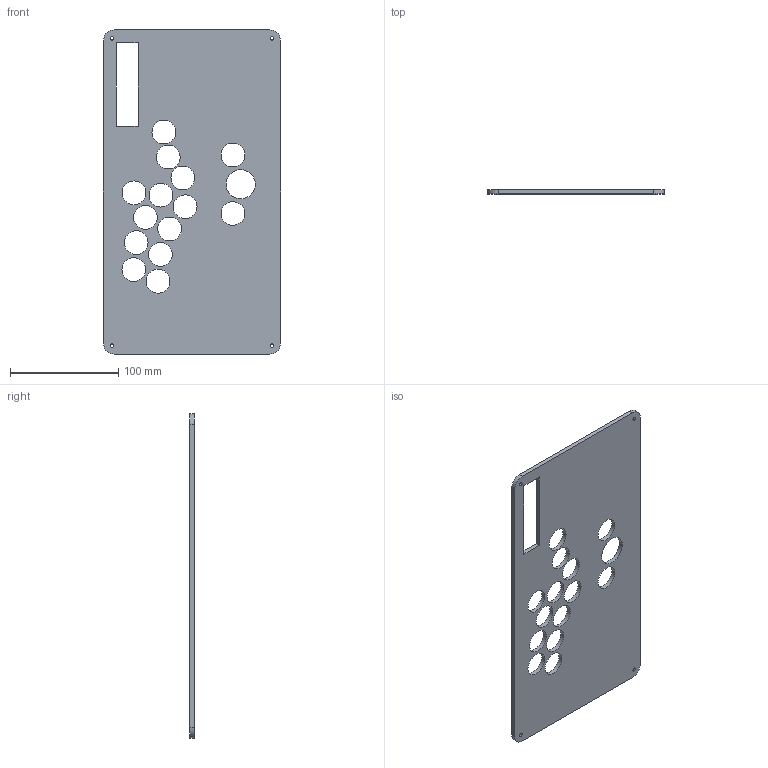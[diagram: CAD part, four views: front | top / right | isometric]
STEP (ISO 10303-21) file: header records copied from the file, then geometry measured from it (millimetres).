
FILE_DESCRIPTION(/* description */ (''),/* implementation_level */ '2;1');
FILE_NAME(/* name */ 'TopPlate.stp',/* time_stamp */ '2023-10-22T08:17:49+08:00',/* author */ ('nicx5'),/* organization */ (''),/* preprocessor_version */ 'ST-DEVELOPER v19.2',/* originating_system */ 'Autodesk Inventor 2024',/* authorisation */ '');
FILE_SCHEMA (('AUTOMOTIVE_DESIGN { 1 0 10303 214 3 1 1 }'));
Length unit declared in the file: millimetre
Products named in the file (1): TopPlate
Bounding box: 164 x 4 x 300 mm (x, y, z)
Volume: 166385 mm3; surface area: 92069.2 mm2
Topology: 1 solids, 1 shells, 41 faces, 105 edges, 70 vertices
Faces by surface type: cylinder 27, plane 14
Full cylindrical faces by diameter (mm): 3.2 x4, 6.2 x4, 22 x14, 27 x1
Entity records: 1446 total; most frequent: DIRECTION 243, CARTESIAN_POINT 217, ORIENTED_EDGE 210, EDGE_CURVE 105, AXIS2_PLACEMENT_3D 96, EDGE_LOOP 85, VERTEX_POINT 70, CIRCLE 54
